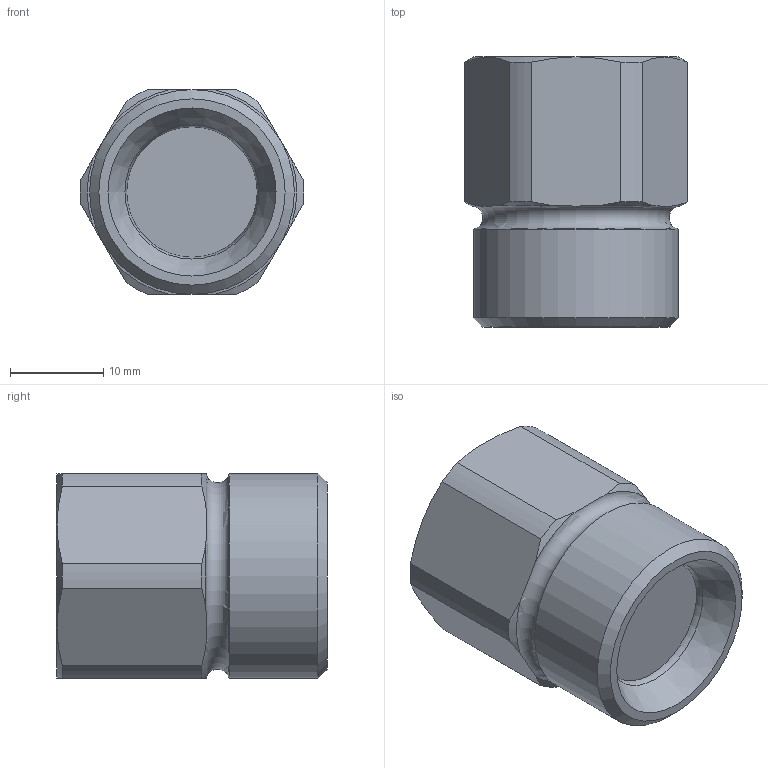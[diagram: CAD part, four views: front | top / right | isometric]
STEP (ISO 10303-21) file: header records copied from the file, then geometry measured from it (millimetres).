
FILE_DESCRIPTION(/* description */ ('Unknown'),/* implementation_level */ '2;1');
FILE_NAME(/* name */ '010000540',/* time_stamp */ '2021-01-21T13:15:30+01:00',/* author */ ('Unknown'),/* organization */ ('Unknown'),/* preprocessor_version */ 'ST-DEVELOPER v16.7',/* originating_system */ 'Solid Edge',/* authorisation */ 'Unknown');
FILE_SCHEMA (('AUTOMOTIVE_DESIGN {1 0 10303 214 3 1 1}'));
Length unit declared in the file: millimetre
Products named in the file (1): Part14
Bounding box: 23.98 x 29 x 22 mm (x, y, z)
Volume: 8106.9 mm3; surface area: 3634.7 mm2
Topology: 1 solids, 1 shells, 36 faces, 87 edges, 55 vertices
Faces by surface type: cone 16, plane 10, cylinder 8, torus 2
Full cylindrical faces by diameter (mm): 15.33 x1, 22 x1
Entity records: 1298 total; most frequent: CARTESIAN_POINT 261, DIRECTION 154, ORIENTED_EDGE 152, EDGE_CURVE 76, AXIS2_PLACEMENT_3D 71, VERTEX_POINT 52, EDGE_LOOP 46, FACE_BOUND 46
